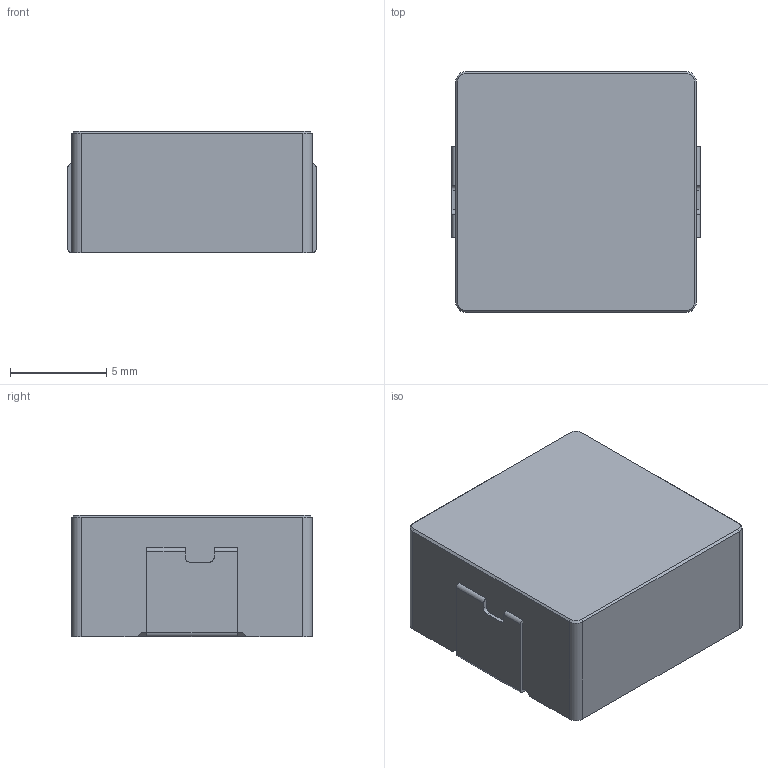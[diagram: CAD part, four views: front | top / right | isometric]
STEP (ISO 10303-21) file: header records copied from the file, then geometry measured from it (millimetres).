
FILE_DESCRIPTION (( 'STEP AP214' ), '1' );
FILE_NAME ('User Library-SRP1265A-1.STEP', '2022-03-06T07:33:00', ( '' ), ( '' ), 'SwSTEP 2.0', 'SolidWorks 2021', '' );
FILE_SCHEMA (( 'AUTOMOTIVE_DESIGN' ));
Length unit declared in the file: millimetre
Products named in the file (1): User Library-SRP1265A-1
Bounding box: 12.9 x 12.5 x 6.3 mm (x, y, z)
Surface area: 1579.8 mm2
Topology: 4 solids, 4 shells, 98 faces, 262 edges, 172 vertices
Faces by surface type: plane 56, cylinder 36, cone 4, bspline 2
Entity records: 7887 total; most frequent: CARTESIAN_POINT 5327, DIRECTION 526, ORIENTED_EDGE 524, EDGE_CURVE 262, VECTOR 180, LINE 180, AXIS2_PLACEMENT_3D 173, VERTEX_POINT 172
